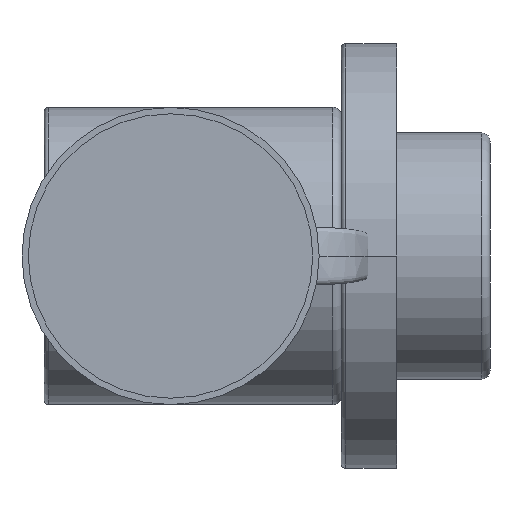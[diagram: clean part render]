
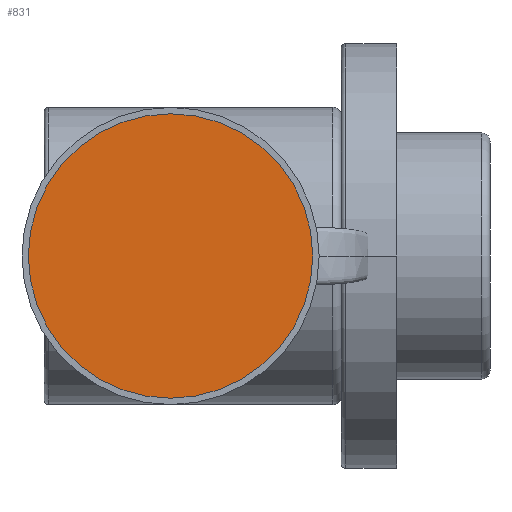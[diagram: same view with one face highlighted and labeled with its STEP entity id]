
A CAD part, left-side view. The second image highlights one B-rep face of the part: STEP entity #831.
In plain terms, the highlighted planar face has unit normal (-1, 0, 0).
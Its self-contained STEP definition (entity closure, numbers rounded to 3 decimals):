
#455 = CARTESIAN_POINT ( 'NONE',  ( -1.5, 0., 33.5 ) ) ;
#484 = CARTESIAN_POINT ( 'NONE',  ( -1.5, 0., -33.5 ) ) ;
#831 = ADVANCED_FACE ( 'NONE', ( #1258 ), #4768, .F. ) ;
#1258 = FACE_OUTER_BOUND ( 'NONE', #1742, .T. ) ;
#1464 = VERTEX_POINT ( 'NONE', #455 ) ;
#1586 = VERTEX_POINT ( 'NONE', #484 ) ;
#1742 = EDGE_LOOP ( 'NONE', ( #5364, #5594 ) ) ;
#2172 = AXIS2_PLACEMENT_3D ( 'NONE', #3314, #3687, #3380 ) ;
#2233 = AXIS2_PLACEMENT_3D ( 'NONE', #3345, #3477, #3353 ) ;
#2382 = EDGE_CURVE ( 'NONE', #1586, #1464, #6376, .T. ) ;
#2393 = EDGE_CURVE ( 'NONE', #1464, #1586, #6404, .T. ) ;
#2608 = AXIS2_PLACEMENT_3D ( 'NONE', #4769, #4762, #4760 ) ;
#3314 = CARTESIAN_POINT ( 'NONE',  ( -1.5, 0., 0. ) ) ;
#3345 = CARTESIAN_POINT ( 'NONE',  ( -1.5, 0., 0. ) ) ;
#3353 = DIRECTION ( 'NONE',  ( 0., 0., -1. ) ) ;
#3380 = DIRECTION ( 'NONE',  ( 0., 0., -1. ) ) ;
#3477 = DIRECTION ( 'NONE',  ( -1., 0., 0. ) ) ;
#3687 = DIRECTION ( 'NONE',  ( -1., 0., 0. ) ) ;
#4760 = DIRECTION ( 'NONE',  ( 0., 0., -1. ) ) ;
#4762 = DIRECTION ( 'NONE',  ( 1., 0., 0. ) ) ;
#4768 = PLANE ( 'NONE',  #2608 ) ;
#4769 = CARTESIAN_POINT ( 'NONE',  ( -1.5, 0., -16.5 ) ) ;
#5364 = ORIENTED_EDGE ( 'NONE', *, *, #2382, .T. ) ;
#5594 = ORIENTED_EDGE ( 'NONE', *, *, #2393, .T. ) ;
#6376 = CIRCLE ( 'NONE', #2172, 33.5 ) ;
#6404 = CIRCLE ( 'NONE', #2233, 33.5 ) ;
